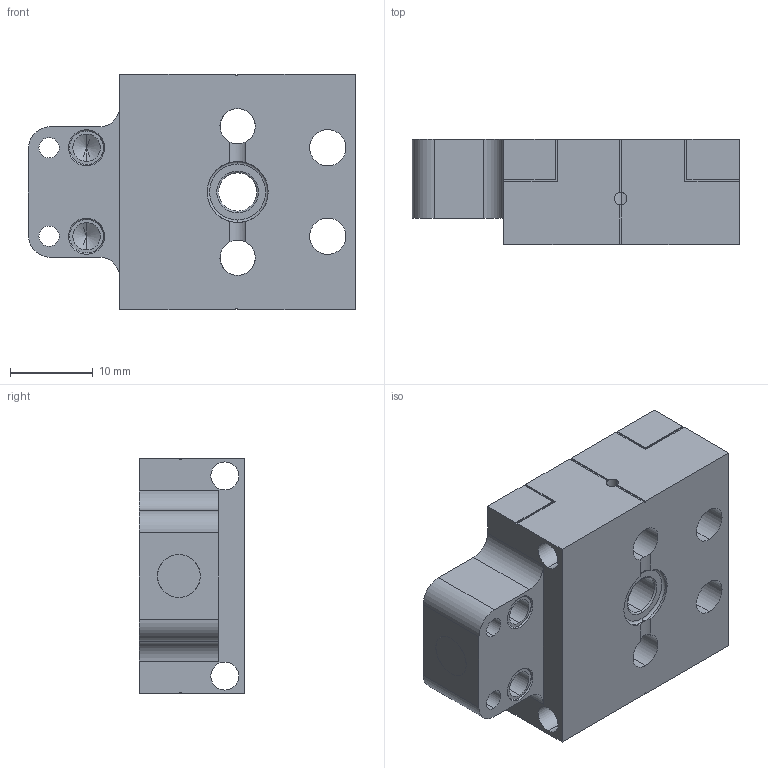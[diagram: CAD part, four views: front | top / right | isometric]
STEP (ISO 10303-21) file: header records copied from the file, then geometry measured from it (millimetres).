
FILE_DESCRIPTION (( 'STEP AP214' ), '1' );
FILE_NAME ('101000092534.STEP', '2025-11-04T07:03:09', ( 'Microsoft' ), ( 'Microsoft' ), 'SwSTEP 2.0', 'SolidWorks 2025', '' );
FILE_SCHEMA (( 'AUTOMOTIVE_DESIGN' ));
Length unit declared in the file: millimetre
Products named in the file (1): 101000092534
Bounding box: 39.45 x 12.7 x 28.45 mm (x, y, z)
Volume: 7895.3 mm3; surface area: 5980 mm2
Topology: 1 solids, 1 shells, 299 faces, 823 edges, 526 vertices
Faces by surface type: cylinder 174, plane 71, cone 28, torus 14, sphere 6, bspline 6
Entity records: 13631 total; most frequent: CARTESIAN_POINT 6527, ORIENTED_EDGE 1618, DIRECTION 1382, EDGE_CURVE 809, VERTEX_POINT 526, AXIS2_PLACEMENT_3D 515, LINE 352, VECTOR 352
